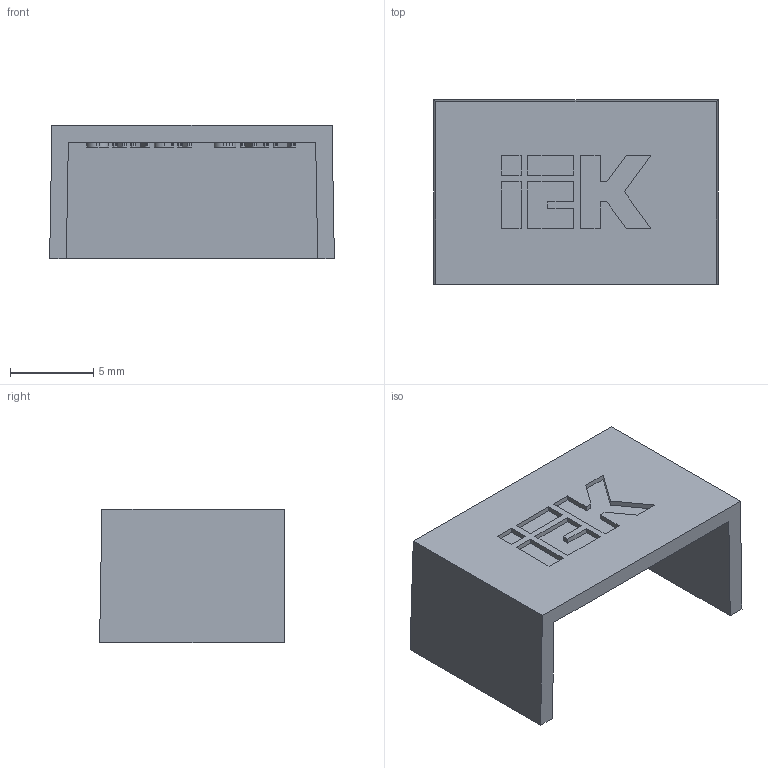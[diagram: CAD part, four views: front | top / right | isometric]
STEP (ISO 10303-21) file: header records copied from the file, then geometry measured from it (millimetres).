
FILE_DESCRIPTION (( 'STEP AP214' ), '1' );
FILE_NAME ('CKMP10D-Z-015-010-K01 Çàãëóøêà êàáåëüíîé òðàññû ÊÌÇ 15õ10 (4 øò._êîìï.).STEP', '2016-06-21T07:27:06', ( '' ), ( '' ), 'SwSTEP 2.0', 'SolidWorks 2014', '' );
FILE_SCHEMA (( 'AUTOMOTIVE_DESIGN' ));
Length unit declared in the file: millimetre
Products named in the file (1): CKMP10D-Z-015-010-K01 Çàãëóøêà êàáåëüíîé òðàññû ÊÌÇ 15õ10 (4 øò._êîìï.)
Bounding box: 17.1 x 11.1 x 8 mm (x, y, z)
Volume: 438.9 mm3; surface area: 999.3 mm2
Topology: 1 solids, 1 shells, 228 faces, 636 edges, 424 vertices
Faces by surface type: plane 128, bspline 100
Entity records: 9904 total; most frequent: CARTESIAN_POINT 4677, ORIENTED_EDGE 1272, DIRECTION 694, EDGE_CURVE 636, VECTOR 436, LINE 436, VERTEX_POINT 424, EDGE_LOOP 242
